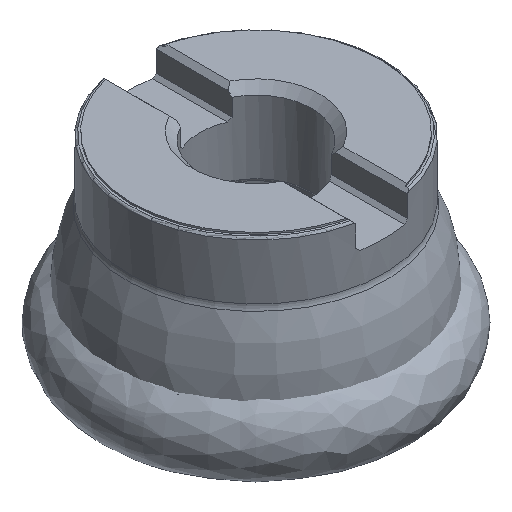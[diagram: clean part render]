
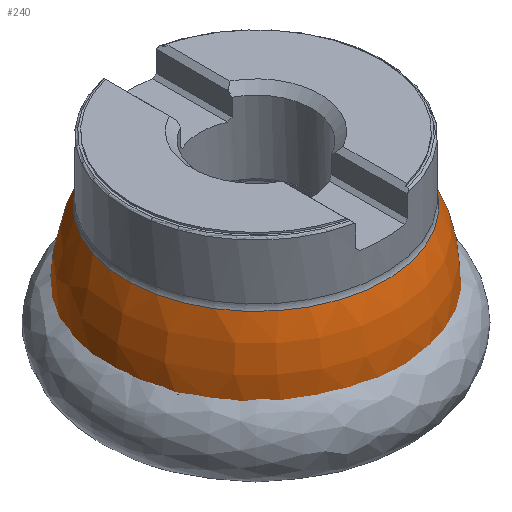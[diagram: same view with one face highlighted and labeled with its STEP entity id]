
A CAD part, isometric view. The second image highlights one B-rep face of the part: STEP entity #240.
In plain terms, the highlighted free-form (B-spline) face has degree [3, 3] with [4, 7] control points.
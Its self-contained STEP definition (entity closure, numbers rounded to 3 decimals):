
#135=(
BOUNDED_SURFACE()
B_SPLINE_SURFACE(3,3,((#1350,#1351,#1352,#1353,#1354,#1355,#1356),(#1357,
#1358,#1359,#1360,#1361,#1362,#1363),(#1364,#1365,#1366,#1367,#1368,#1369,
#1370),(#1371,#1372,#1373,#1374,#1375,#1376,#1377)),.UNSPECIFIED.,.F.,.T.,
 .F.)
B_SPLINE_SURFACE_WITH_KNOTS((4,4),(1,3,3,3,1),(0.,1.),(-0.5,0.,0.5,1.,1.5),
 .UNSPECIFIED.)
GEOMETRIC_REPRESENTATION_ITEM()
RATIONAL_B_SPLINE_SURFACE(((1.,0.333,0.333,1.,0.333,
0.333,1.),(0.983,0.328,0.328,
0.983,0.328,0.328,0.983),
(0.983,0.328,0.328,0.983,
0.328,0.328,0.983),(1.,0.333,
0.333,1.,0.333,0.333,1.)))
REPRESENTATION_ITEM('')
SURFACE()
);
#240=ADVANCED_FACE('CN_SU3',(#318,#319),#135,.T.);
#318=FACE_BOUND('',#363,.T.);
#319=FACE_BOUND('',#364,.T.);
#363=EDGE_LOOP('',(#446));
#364=EDGE_LOOP('',(#447));
#446=ORIENTED_EDGE('',*,*,#695,.T.);
#447=ORIENTED_EDGE('',*,*,#677,.T.);
#607=VERTEX_POINT('',#1310);
#625=VERTEX_POINT('',#1349);
#677=EDGE_CURVE('',#607,#607,#770,.T.);
#695=EDGE_CURVE('',#625,#625,#776,.T.);
#770=CIRCLE('',#927,35.169);
#776=CIRCLE('',#944,31.308);
#927=AXIS2_PLACEMENT_3D('',#1309,#1063,#1064);
#944=AXIS2_PLACEMENT_3D('',#1348,#1101,#1102);
#1063=DIRECTION('',(0.,0.,1.));
#1064=DIRECTION('',(0.999,0.035,0.));
#1101=DIRECTION('',(0.,0.,-1.));
#1102=DIRECTION('',(-0.999,-0.035,0.));
#1309=CARTESIAN_POINT('',(0.,0.,
-32.218));
#1310=CARTESIAN_POINT('',(35.148,1.227,-32.218));
#1348=CARTESIAN_POINT('',(0.,0.,
-15.612));
#1349=CARTESIAN_POINT('',(-31.289,-1.093,-15.612));
#1350=CARTESIAN_POINT('',(31.289,1.093,-15.612));
#1351=CARTESIAN_POINT('',(29.103,63.67,-15.612));
#1352=CARTESIAN_POINT('',(-33.474,61.485,-15.612));
#1353=CARTESIAN_POINT('',(-31.289,-1.093,-15.612));
#1354=CARTESIAN_POINT('',(-29.103,-63.67,-15.612));
#1355=CARTESIAN_POINT('',(33.474,-61.485,-15.612));
#1356=CARTESIAN_POINT('',(31.289,1.093,-15.612));
#1357=CARTESIAN_POINT('',(33.839,1.182,-20.802));
#1358=CARTESIAN_POINT('',(31.476,68.86,-20.802));
#1359=CARTESIAN_POINT('',(-36.202,66.496,-20.802));
#1360=CARTESIAN_POINT('',(-33.839,-1.182,-20.802));
#1361=CARTESIAN_POINT('',(-31.476,-68.86,-20.802));
#1362=CARTESIAN_POINT('',(36.202,-66.496,-20.802));
#1363=CARTESIAN_POINT('',(33.839,1.182,-20.802));
#1364=CARTESIAN_POINT('',(35.148,1.227,-26.435));
#1365=CARTESIAN_POINT('',(32.693,71.524,-26.435));
#1366=CARTESIAN_POINT('',(-37.603,69.069,-26.435));
#1367=CARTESIAN_POINT('',(-35.148,-1.227,-26.435));
#1368=CARTESIAN_POINT('',(-32.693,-71.524,-26.435));
#1369=CARTESIAN_POINT('',(37.603,-69.069,-26.435));
#1370=CARTESIAN_POINT('',(35.148,1.227,-26.435));
#1371=CARTESIAN_POINT('',(35.148,1.227,-32.218));
#1372=CARTESIAN_POINT('',(32.693,71.524,-32.218));
#1373=CARTESIAN_POINT('',(-37.603,69.069,-32.218));
#1374=CARTESIAN_POINT('',(-35.148,-1.227,-32.218));
#1375=CARTESIAN_POINT('',(-32.693,-71.524,-32.218));
#1376=CARTESIAN_POINT('',(37.603,-69.069,-32.218));
#1377=CARTESIAN_POINT('',(35.148,1.227,-32.218));
